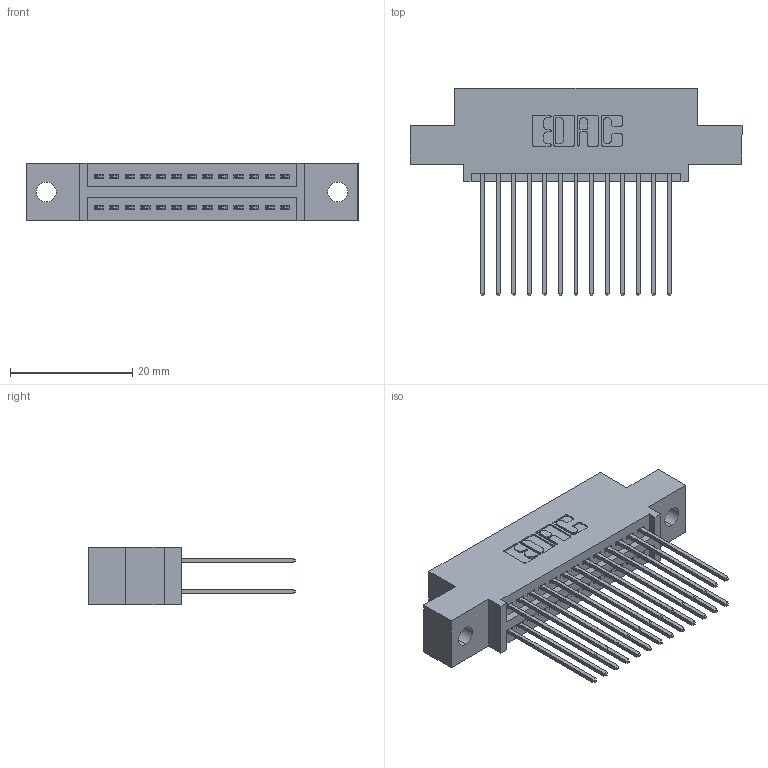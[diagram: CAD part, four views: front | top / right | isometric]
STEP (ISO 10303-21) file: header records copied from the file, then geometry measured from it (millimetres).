
FILE_DESCRIPTION (( 'STEP AP203' ), '1' );
FILE_NAME ('345-026-541-502.STEP', '2019-10-27T19:18:39', ( '' ), ( '' ), 'SwSTEP 2.0', 'SolidWorks 2016', '' );
FILE_SCHEMA (( 'CONFIG_CONTROL_DESIGN' ));
Length unit declared in the file: inch
Products named in the file (3): 345-292-001_345-293-141; 345 Part_0.110 Offset - 0.128 Dia; 345-026-541-502
Assembly tree (27 placements, depth 2):
  345-026-541-502
    345 Part_0.110 Offset - 0.128 Dia
    345-292-001_345-293-141  x26
Bounding box: 54.23 x 33.96 x 9.4 mm (x, y, z)
Volume: 5037.8 mm3; surface area: 7406.3 mm2
Topology: 27 solids, 27 shells, 1430 faces, 4227 edges, 2782 vertices
Faces by surface type: plane 942, cylinder 488
Entity records: 14257 total; most frequent: CARTESIAN_POINT 2420, ORIENTED_EDGE 2354, DIRECTION 2169, EDGE_CURVE 1177, LINE 993, VECTOR 993, VERTEX_POINT 782, AXIS2_PLACEMENT_3D 588
